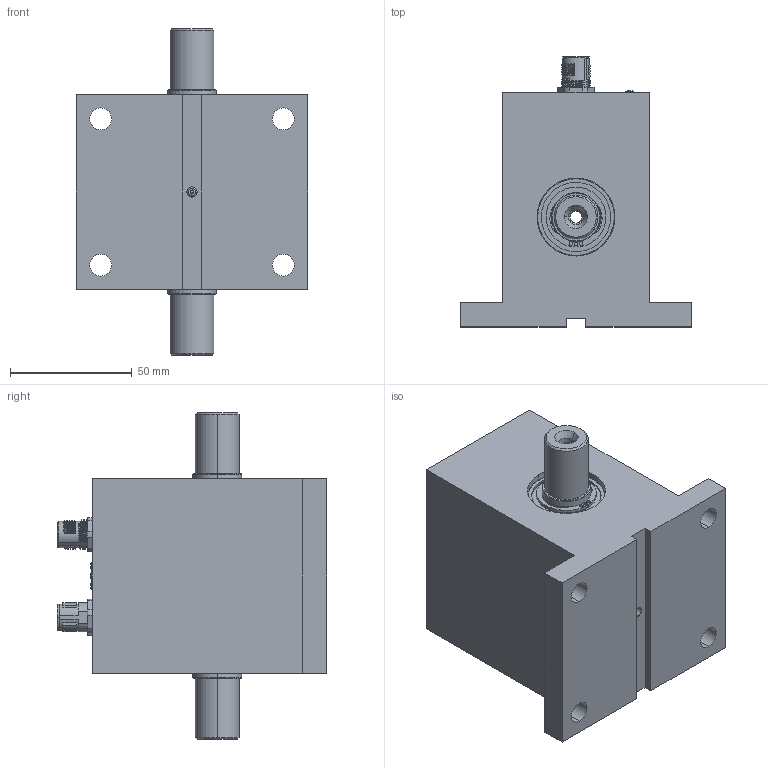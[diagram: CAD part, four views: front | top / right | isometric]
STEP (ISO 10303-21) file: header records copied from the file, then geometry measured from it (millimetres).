
FILE_DESCRIPTION (( 'STEP AP203' ), '1' );
FILE_NAME ('424-109-000-011_EF.STEP', '2020-12-18T14:33:05', ( 'magtrol' ), ( '' ), 'SwSTEP 2.0', 'SolidWorks 2020', '' );
FILE_SCHEMA (( 'CONFIG_CONTROL_DESIGN' ));
Length unit declared in the file: millimetre
Products named in the file (1): 424-109-000-011_EF
Bounding box: 95 x 110.8 x 134 mm (x, y, z)
Surface area: 55885.1 mm2 (no closed solid volume)
Topology: 0 solids, 47 shells, 640 faces, 2370 edges, 1701 vertices
Faces by surface type: plane 251, cylinder 212, cone 84, bspline 67, torus 26
Entity records: 28605 total; most frequent: CARTESIAN_POINT 9906, ORIENTED_EDGE 3565, DIRECTION 3513, EDGE_CURVE 2348, VERTEX_POINT 1701, AXIS2_PLACEMENT_3D 1185, VECTOR 1143, LINE 1143
